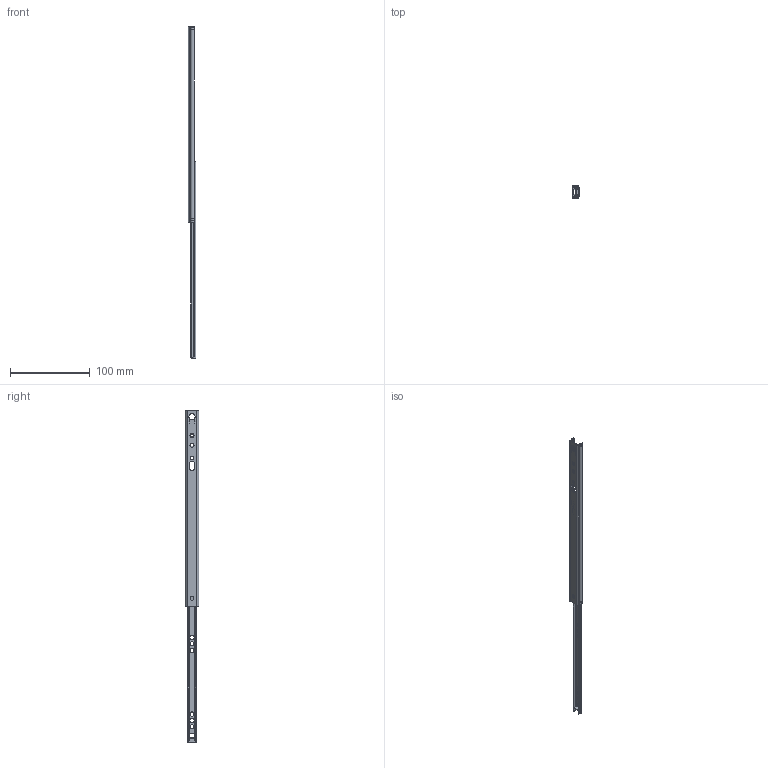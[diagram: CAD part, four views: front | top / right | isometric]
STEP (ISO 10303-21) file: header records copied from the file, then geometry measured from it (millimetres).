
FILE_DESCRIPTION(/* description */ ('Teilauszug Serie 017 246x170'),/* implementation_level */ '2;1');
FILE_NAME(/* name */ '07000070002.stp',/* time_stamp */ '2020-06-18T11:54:32+02:00',/* author */ ('Dennis Bruder'),/* organization */ (''),/* preprocessor_version */ 'ST-DEVELOPER v18',/* originating_system */ 'Autodesk Inventor 2020',/* authorisation */ '');
FILE_SCHEMA (('AUTOMOTIVE_DESIGN { 1 0 10303 214 3 1 1 }'));
Length unit declared in the file: millimetre
Products named in the file (1): 07000070002
Bounding box: 10 x 16.99 x 416 mm (x, y, z)
Volume: 13230.2 mm3; surface area: 29026.4 mm2
Topology: 15 solids, 15 shells, 385 faces, 1100 edges, 730 vertices
Faces by surface type: plane 233, cylinder 138, sphere 12, torus 2
Full cylindrical faces by diameter (mm): 3.4 x12, 3.65 x2, 4 x1, 5 x3, 5.3 x9, 8 x1
Entity records: 13901 total; most frequent: CARTESIAN_POINT 3488, ORIENTED_EDGE 2152, DIRECTION 2100, EDGE_CURVE 1076, VERTEX_POINT 730, LINE 712, VECTOR 712, AXIS2_PLACEMENT_3D 694
